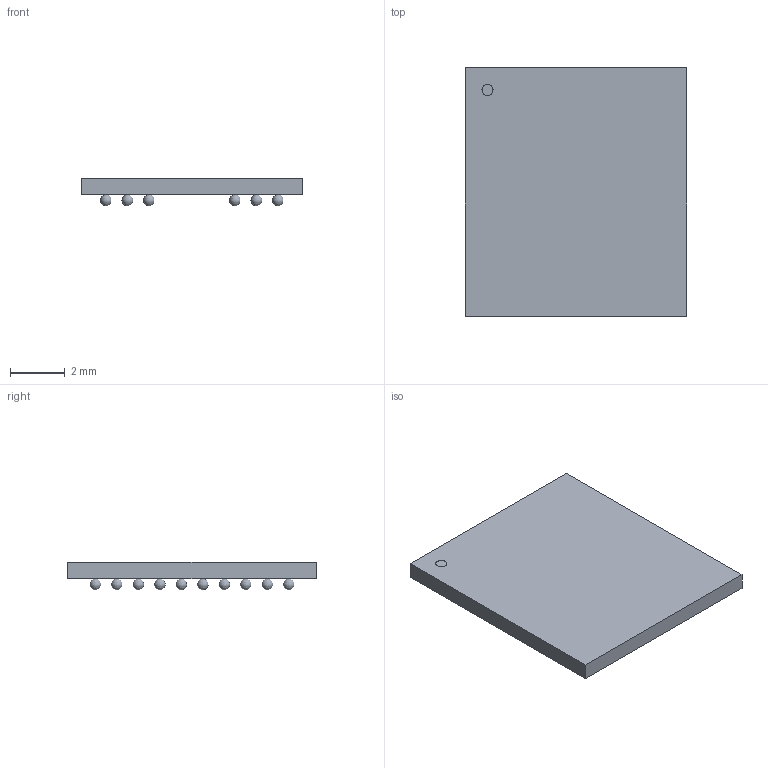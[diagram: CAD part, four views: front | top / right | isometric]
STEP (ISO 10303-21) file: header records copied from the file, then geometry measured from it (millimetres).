
FILE_DESCRIPTION(('STEP AP214'),'1');
FILE_NAME('WIN_VFBGA-60_WIN','2021-11-02T15:08:45',(''),(''),'','','');
FILE_SCHEMA(('AUTOMOTIVE_DESIGN'));
Length unit declared in the file: millimetre
Products named in the file (1): product
Bounding box: 8.1 x 9.09 x 1.02 mm (x, y, z)
Volume: 49.2 mm3; surface area: 230.9 mm2
Topology: 122 solids, 122 shells, 129 faces, 375 edges, 250 vertices
Faces by surface type: sphere 120, plane 8, cylinder 1
Full cylindrical faces by diameter (mm): 0.405 x1
Entity records: 1336 total; most frequent: DIRECTION 278, CARTESIAN_POINT 143, AXIS2_PLACEMENT_3D 133, STYLED_ITEM 129, ADVANCED_FACE 129, MANIFOLD_SOLID_BREP 122, CLOSED_SHELL 122, SPHERICAL_SURFACE 120
